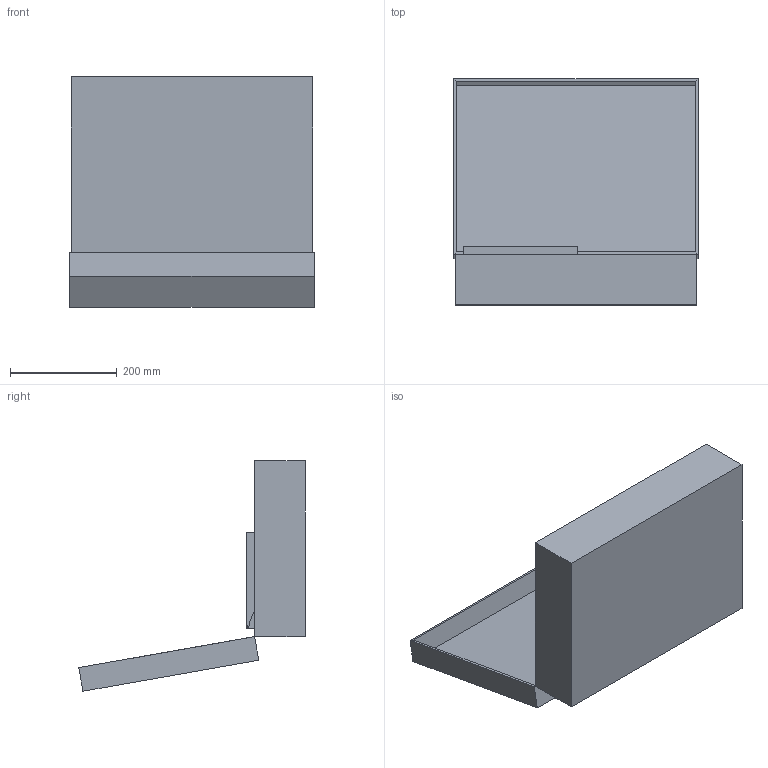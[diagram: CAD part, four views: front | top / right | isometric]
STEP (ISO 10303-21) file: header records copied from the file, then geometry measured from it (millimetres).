
FILE_DESCRIPTION(/* description */ ('VariCAD 2023-2.03 AP-214'),/* implementation_level */ '2;1');
FILE_NAME(/* name */ 'Ground_station_v2.stp',/* time_stamp */ '2023-06-08T20:31:00+01:00',/* author */ (''),/* organization */ (''),/* preprocessor_version */ 'VariCAD 2023-2.03',/* originating_system */ 'VariCAD 2023-2.03; kernel version (20180118)',/* authorisation */ '');
FILE_SCHEMA(('AUTOMOTIVE_DESIGN'));
Length unit declared in the file: millimetre
Products named in the file (11): Ground_station_v2; Ground station v22; Ground station v21
Assembly tree (10 placements, depth 2):
  Ground_station_v2
    (unnamed)
    (unnamed)
    (unnamed)
    (unnamed)
    (unnamed)
    (unnamed)
    (unnamed)
    (unnamed)
    Ground station v22
    Ground station v21
Bounding box: 459 x 424.91 x 432.49 mm (x, y, z)
Volume: 8927383.9 mm3; surface area: 2021924.6 mm2
Topology: 10 solids, 10 shells, 472 faces, 1329 edges, 881 vertices
Faces by surface type: plane 399, cylinder 67, torus 4, extrusion 2
Entity records: 15699 total; most frequent: CARTESIAN_POINT 2838, ORIENTED_EDGE 2658, DIRECTION 2473, EDGE_CURVE 1329, VECTOR 1183, LINE 1181, VERTEX_POINT 881, AXIS2_PLACEMENT_3D 645
